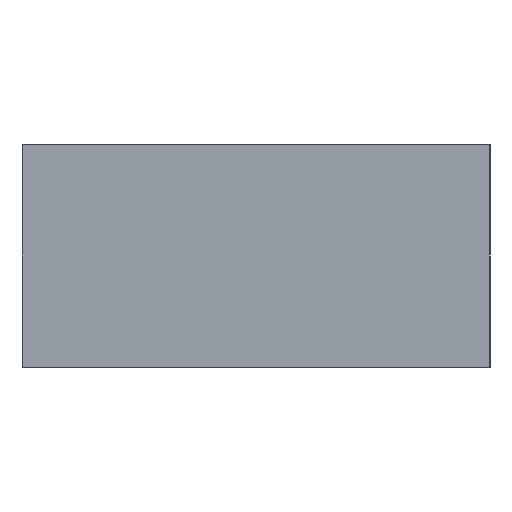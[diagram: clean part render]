
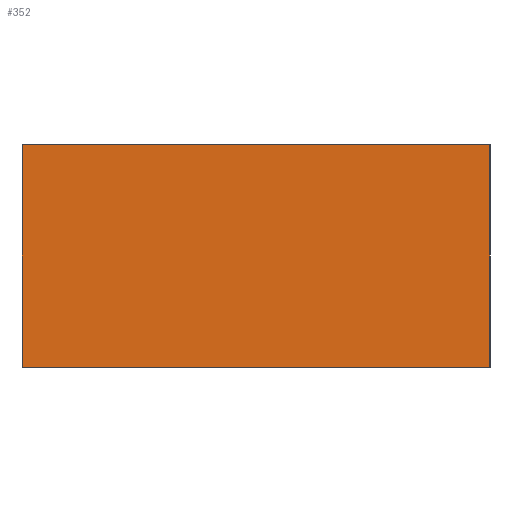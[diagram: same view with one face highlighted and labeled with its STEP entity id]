
A CAD part, left-side view. The second image highlights one B-rep face of the part: STEP entity #352.
In plain terms, the highlighted planar face has unit normal (-1, 0, 0).
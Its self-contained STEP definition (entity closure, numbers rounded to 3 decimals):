
#44=LINE('',#595,#68);
#48=LINE('',#603,#72);
#50=LINE('',#607,#74);
#53=LINE('',#612,#77);
#68=VECTOR('',#493,10.);
#72=VECTOR('',#501,10.);
#74=VECTOR('',#505,10.);
#77=VECTOR('',#510,10.);
#117=FACE_OUTER_BOUND('',#145,.T.);
#145=EDGE_LOOP('',(#308,#309,#310,#311));
#192=VERTEX_POINT('',#592);
#193=VERTEX_POINT('',#594);
#195=VERTEX_POINT('',#602);
#196=VERTEX_POINT('',#606);
#229=EDGE_CURVE('',#193,#192,#44,.T.);
#233=EDGE_CURVE('',#195,#193,#48,.T.);
#235=EDGE_CURVE('',#195,#196,#50,.T.);
#238=EDGE_CURVE('',#196,#192,#53,.T.);
#308=ORIENTED_EDGE('',*,*,#233,.T.);
#309=ORIENTED_EDGE('',*,*,#229,.T.);
#310=ORIENTED_EDGE('',*,*,#238,.F.);
#311=ORIENTED_EDGE('',*,*,#235,.F.);
#332=PLANE('',#405);
#352=ADVANCED_FACE('',(#117),#332,.T.);
#405=AXIS2_PLACEMENT_3D('',#611,#508,#509);
#493=DIRECTION('',(0.,0.,1.));
#501=DIRECTION('',(0.,-1.,0.));
#505=DIRECTION('',(0.,0.,1.));
#508=DIRECTION('center_axis',(-1.,0.,0.));
#509=DIRECTION('ref_axis',(0.,-1.,0.));
#510=DIRECTION('',(0.,-1.,0.));
#592=CARTESIAN_POINT('',(-20.,-90.,19.));
#594=CARTESIAN_POINT('',(-20.,-90.,9.5));
#595=CARTESIAN_POINT('',(-20.,-90.,0.));
#602=CARTESIAN_POINT('',(-20.,-70.,9.5));
#603=CARTESIAN_POINT('',(-20.,-75.,9.5));
#606=CARTESIAN_POINT('',(-20.,-70.,19.));
#607=CARTESIAN_POINT('',(-20.,-70.,0.));
#611=CARTESIAN_POINT('Origin',(-20.,-70.,0.));
#612=CARTESIAN_POINT('',(-20.,-70.,19.));
